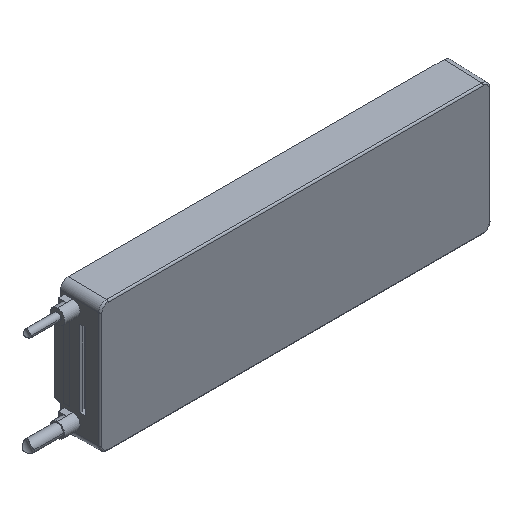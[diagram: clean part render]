
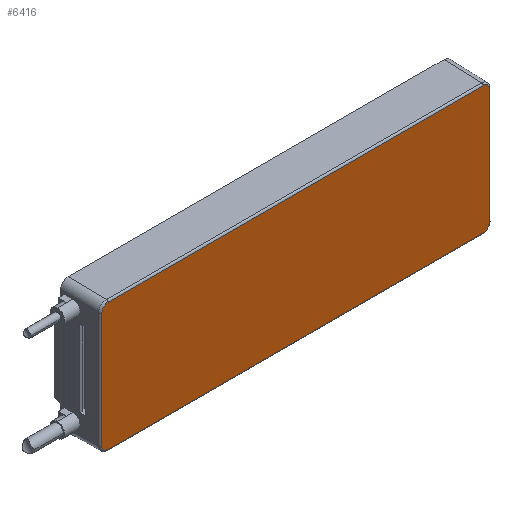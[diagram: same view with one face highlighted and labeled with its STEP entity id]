
A CAD part, isometric view. The second image highlights one B-rep face of the part: STEP entity #6416.
In plain terms, the highlighted planar face has unit normal (0, -1, 0).
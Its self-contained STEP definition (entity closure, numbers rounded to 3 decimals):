
#1454=DIRECTION('',(-1.,0.,0.));
#1455=VECTOR('',#1454,244.564);
#1456=CARTESIAN_POINT('',(229.73,-11.9,41.563));
#1457=LINE('',#1456,#1455);
#1458=CARTESIAN_POINT('',(233.73,-11.9,37.564));
#1459=CARTESIAN_POINT('',(233.73,-11.9,37.775));
#1460=CARTESIAN_POINT('',(233.697,-11.9,38.191));
#1461=CARTESIAN_POINT('',(233.55,-11.9,38.805));
#1462=CARTESIAN_POINT('',(233.309,-11.9,39.387));
#1463=CARTESIAN_POINT('',(232.98,-11.9,39.925));
#1464=CARTESIAN_POINT('',(232.57,-11.9,40.404));
#1465=CARTESIAN_POINT('',(232.091,-11.9,40.813));
#1466=CARTESIAN_POINT('',(231.553,-11.9,41.143));
#1467=CARTESIAN_POINT('',(230.971,-11.9,41.384));
#1468=CARTESIAN_POINT('',(230.357,-11.9,41.531));
#1469=CARTESIAN_POINT('',(229.941,-11.9,41.563));
#1470=CARTESIAN_POINT('',(229.73,-11.9,41.563));
#1472=DIRECTION('',(0.,0.,1.));
#1473=VECTOR('',#1472,75.128);
#1474=CARTESIAN_POINT('',(233.73,-11.9,
-37.564));
#1475=LINE('',#1474,#1473);
#1476=CARTESIAN_POINT('',(229.73,-11.9,
-41.563));
#1477=CARTESIAN_POINT('',(229.941,-11.9,
-41.563));
#1478=CARTESIAN_POINT('',(230.357,-11.9,-41.531));
#1479=CARTESIAN_POINT('',(230.971,-11.9,-41.384));
#1480=CARTESIAN_POINT('',(231.553,-11.9,-41.142));
#1481=CARTESIAN_POINT('',(232.091,-11.9,-40.813));
#1482=CARTESIAN_POINT('',(232.57,-11.9,-40.404));
#1483=CARTESIAN_POINT('',(232.98,-11.9,-39.924));
#1484=CARTESIAN_POINT('',(233.309,-11.9,-39.387));
#1485=CARTESIAN_POINT('',(233.55,-11.9,-38.805));
#1486=CARTESIAN_POINT('',(233.697,-11.9,
-38.19));
#1487=CARTESIAN_POINT('',(233.73,-11.9,
-37.775));
#1488=CARTESIAN_POINT('',(233.73,-11.9,
-37.564));
#1490=DIRECTION('',(1.,0.,0.));
#1491=VECTOR('',#1490,244.564);
#1492=CARTESIAN_POINT('',(-14.834,-11.9,-41.563));
#1493=LINE('',#1492,#1491);
#1494=CARTESIAN_POINT('',(-18.834,-11.9,-37.563));
#1495=CARTESIAN_POINT('',(-18.834,-11.9,
-37.774));
#1496=CARTESIAN_POINT('',(-18.801,-11.9,-38.19));
#1497=CARTESIAN_POINT('',(-18.654,-11.9,-38.804));
#1498=CARTESIAN_POINT('',(-18.412,-11.9,-39.386));
#1499=CARTESIAN_POINT('',(-18.083,-11.9,-39.924));
#1500=CARTESIAN_POINT('',(-17.673,-11.9,-40.404));
#1501=CARTESIAN_POINT('',(-17.194,-11.9,-40.813));
#1502=CARTESIAN_POINT('',(-16.656,-11.9,-41.142));
#1503=CARTESIAN_POINT('',(-16.074,-11.9,-41.384));
#1504=CARTESIAN_POINT('',(-15.46,-11.9,
-41.531));
#1505=CARTESIAN_POINT('',(-15.044,-11.9,
-41.563));
#1506=CARTESIAN_POINT('',(-14.834,-11.9,-41.563));
#1508=DIRECTION('',(0.,0.,-1.));
#1509=VECTOR('',#1508,75.126);
#1510=CARTESIAN_POINT('',(-18.834,-11.9,37.563));
#1511=LINE('',#1510,#1509);
#1512=CARTESIAN_POINT('',(-14.834,-11.9,41.563));
#1513=CARTESIAN_POINT('',(-15.044,-11.9,
41.563));
#1514=CARTESIAN_POINT('',(-15.46,-11.9,41.531));
#1515=CARTESIAN_POINT('',(-16.074,-11.9,41.384));
#1516=CARTESIAN_POINT('',(-16.657,-11.9,41.142));
#1517=CARTESIAN_POINT('',(-17.194,-11.9,40.813));
#1518=CARTESIAN_POINT('',(-17.674,-11.9,40.403));
#1519=CARTESIAN_POINT('',(-18.083,-11.9,39.924));
#1520=CARTESIAN_POINT('',(-18.413,-11.9,39.386));
#1521=CARTESIAN_POINT('',(-18.654,-11.9,38.804));
#1522=CARTESIAN_POINT('',(-18.801,-11.9,
38.189));
#1523=CARTESIAN_POINT('',(-18.834,-11.9,
37.774));
#1524=CARTESIAN_POINT('',(-18.834,-11.9,37.563));
#3851=CARTESIAN_POINT('',(229.73,-11.9,41.563));
#3852=CARTESIAN_POINT('',(-14.834,-11.9,41.563));
#3853=VERTEX_POINT('',#3851);
#3854=VERTEX_POINT('',#3852);
#3859=VERTEX_POINT('',#1524);
#3861=CARTESIAN_POINT('',(-18.834,-11.9,-37.563));
#3862=VERTEX_POINT('',#3861);
#3863=VERTEX_POINT('',#1506);
#3866=CARTESIAN_POINT('',(229.73,-11.9,
-41.563));
#3867=VERTEX_POINT('',#3866);
#4116=VERTEX_POINT('',#1488);
#4118=CARTESIAN_POINT('',(233.73,-11.9,37.564));
#4119=VERTEX_POINT('',#4118);
#6394=CARTESIAN_POINT('',(107.666,-11.9,0.));
#6395=DIRECTION('',(0.,1.,0.));
#6396=DIRECTION('',(-1.,0.,0.));
#6397=AXIS2_PLACEMENT_3D('',#6394,#6395,#6396);
#6398=PLANE('',#6397);
#6400=ORIENTED_EDGE('',*,*,#6399,.F.);
#6402=ORIENTED_EDGE('',*,*,#6401,.F.);
#6404=ORIENTED_EDGE('',*,*,#6403,.F.);
#6406=ORIENTED_EDGE('',*,*,#6405,.F.);
#6408=ORIENTED_EDGE('',*,*,#6407,.F.);
#6409=ORIENTED_EDGE('',*,*,#6377,.F.);
#6411=ORIENTED_EDGE('',*,*,#6410,.F.);
#6413=ORIENTED_EDGE('',*,*,#6412,.F.);
#6414=EDGE_LOOP('',(#6400,#6402,#6404,#6406,#6408,#6409,#6411,#6413));
#6415=FACE_OUTER_BOUND('',#6414,.F.);
#6416=ADVANCED_FACE('',(#6415),#6398,.F.);
#1471=B_SPLINE_CURVE_WITH_KNOTS('',3,(#1458,#1459,#1460,#1461,#1462,#1463,#1464,
#1465,#1466,#1467,#1468,#1469,#1470),.UNSPECIFIED.,.F.,.F.,(4,1,1,1,1,1,1,1,1,1,
4),(0.,0.1,0.2,0.3,0.4,0.5,0.6,0.7,0.8,0.9,1.),
.UNSPECIFIED.);
#1489=B_SPLINE_CURVE_WITH_KNOTS('',3,(#1476,#1477,#1478,#1479,#1480,#1481,#1482,
#1483,#1484,#1485,#1486,#1487,#1488),.UNSPECIFIED.,.F.,.F.,(4,1,1,1,1,1,1,1,1,1,
4),(0.,0.1,0.2,0.3,0.4,0.5,0.6,0.7,0.8,0.9,1.),
.UNSPECIFIED.);
#1507=B_SPLINE_CURVE_WITH_KNOTS('',3,(#1494,#1495,#1496,#1497,#1498,#1499,#1500,
#1501,#1502,#1503,#1504,#1505,#1506),.UNSPECIFIED.,.F.,.F.,(4,1,1,1,1,1,1,1,1,1,
4),(0.,0.1,0.2,0.3,0.4,0.5,0.6,0.7,0.8,0.9,1.),
.UNSPECIFIED.);
#1525=B_SPLINE_CURVE_WITH_KNOTS('',3,(#1512,#1513,#1514,#1515,#1516,#1517,#1518,
#1519,#1520,#1521,#1522,#1523,#1524),.UNSPECIFIED.,.F.,.F.,(4,1,1,1,1,1,1,1,1,1,
4),(0.,0.1,0.2,0.3,0.4,0.5,0.6,0.7,0.8,0.9,1.),
.UNSPECIFIED.);
#6377=EDGE_CURVE('',#3862,#3863,#1507,.T.);
#6399=EDGE_CURVE('',#3853,#3854,#1457,.T.);
#6401=EDGE_CURVE('',#4119,#3853,#1471,.T.);
#6403=EDGE_CURVE('',#4116,#4119,#1475,.T.);
#6405=EDGE_CURVE('',#3867,#4116,#1489,.T.);
#6407=EDGE_CURVE('',#3863,#3867,#1493,.T.);
#6410=EDGE_CURVE('',#3859,#3862,#1511,.T.);
#6412=EDGE_CURVE('',#3854,#3859,#1525,.T.);
